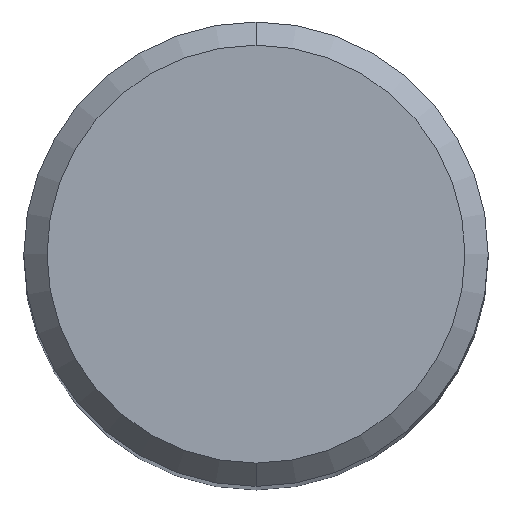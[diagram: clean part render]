
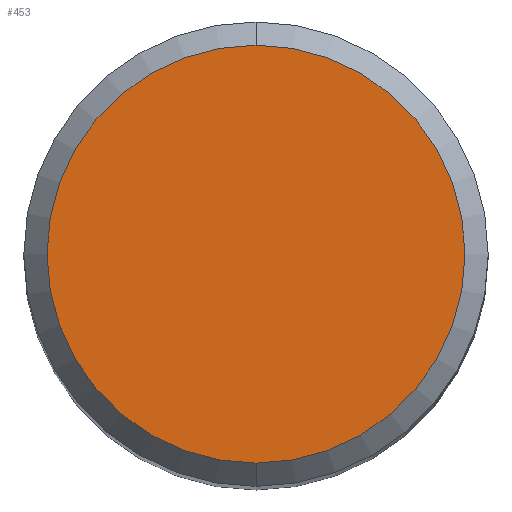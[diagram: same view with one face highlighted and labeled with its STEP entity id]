
A CAD part, top view. The second image highlights one B-rep face of the part: STEP entity #453.
In plain terms, the highlighted planar face has unit normal (0, 0, 1).
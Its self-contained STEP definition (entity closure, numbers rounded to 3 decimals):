
#341=VERTEX_POINT('',#952);
#453=ADVANCED_FACE('',(#1075),#1076,.T.);
#521=EDGE_CURVE('',#341,#767,#1152,.T.);
#743=EDGE_CURVE('',#767,#341,#1399,.T.);
#767=VERTEX_POINT('',#1426);
#952=CARTESIAN_POINT('',(0.0,3.6,0.0));
#1075=FACE_OUTER_BOUND('',#2624,.T.);
#1076=PLANE('',#2625);
#1152=CIRCLE('',#2804,3.6);
#1399=CIRCLE('',#4903,3.6);
#1426=CARTESIAN_POINT('',(0.,-3.6,0.0));
#2624=EDGE_LOOP('',(#6254,#6255));
#2625=AXIS2_PLACEMENT_3D('',#6256,#6257,#6258);
#2804=AXIS2_PLACEMENT_3D('',#6365,#6366,#6367);
#4903=AXIS2_PLACEMENT_3D('',#6679,#6680,#6681);
#6254=ORIENTED_EDGE('',*,*,#521,.F.);
#6255=ORIENTED_EDGE('',*,*,#743,.F.);
#6256=CARTESIAN_POINT('',(0.0,1.8,0.0));
#6257=DIRECTION('',(-0.0,0.0,1.0));
#6258=DIRECTION('',(0.0,-1.0,0.0));
#6365=CARTESIAN_POINT('',(0.0,0.0,0.0));
#6366=DIRECTION('',(0.0,0.0,-1.0));
#6367=DIRECTION('',(0.0,1.0,0.0));
#6679=CARTESIAN_POINT('',(0.0,0.0,0.0));
#6680=DIRECTION('',(0.0,0.0,-1.0));
#6681=DIRECTION('',(0.0,1.0,0.0));
